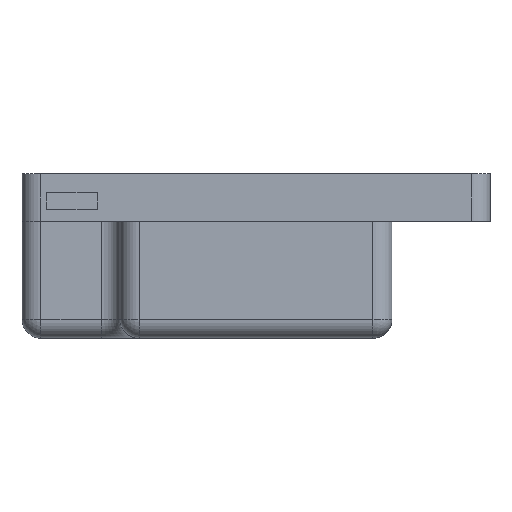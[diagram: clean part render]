
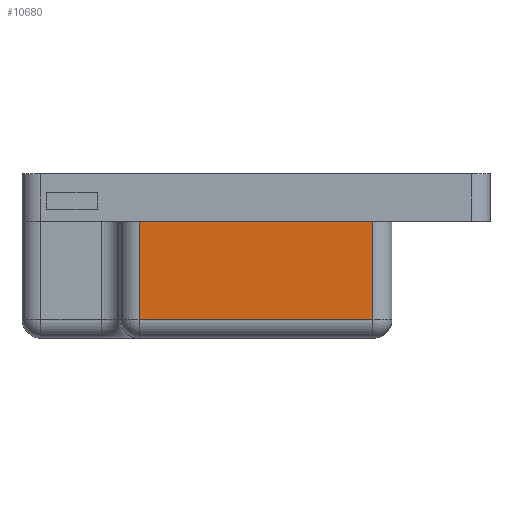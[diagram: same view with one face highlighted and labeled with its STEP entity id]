
A CAD part, left-side view. The second image highlights one B-rep face of the part: STEP entity #10680.
In plain terms, the highlighted planar face has unit normal (-1, 0, 0).
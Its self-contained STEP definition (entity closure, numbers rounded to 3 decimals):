
#565 = CARTESIAN_POINT ( 'NONE',  ( 4.5, 15.5, -22.5 ) ) ;
#1055 = CARTESIAN_POINT ( 'NONE',  ( 4.5, 18.5, -19.5 ) ) ;
#1347 = FACE_OUTER_BOUND ( 'NONE', #4707, .T. ) ;
#1620 = CARTESIAN_POINT ( 'NONE',  ( 4.5, 18.5, -4. ) ) ;
#1740 = CARTESIAN_POINT ( 'NONE',  ( 4.5, 15.5, -19.5 ) ) ;
#2259 = EDGE_CURVE ( 'NONE', #6118, #8517, #4829, .T. ) ;
#3115 = DIRECTION ( 'NONE',  ( 1., 0., 0. ) ) ;
#3118 = VECTOR ( 'NONE', #8278, 1000. ) ;
#3841 = EDGE_CURVE ( 'NONE', #8940, #6118, #9842, .T. ) ;
#4286 = VECTOR ( 'NONE', #8383, 1000. ) ;
#4314 = ORIENTED_EDGE ( 'NONE', *, *, #3841, .T. ) ;
#4590 = DIRECTION ( 'NONE',  ( 0., 0., -1. ) ) ;
#4654 = CARTESIAN_POINT ( 'NONE',  ( 4.5, 15.5, -4. ) ) ;
#4707 = EDGE_LOOP ( 'NONE', ( #7840, #4314, #6230, #8291 ) ) ;
#4829 = LINE ( 'NONE', #9269, #4286 ) ;
#4951 = PLANE ( 'NONE',  #11390 ) ;
#5157 = VECTOR ( 'NONE', #4590, 1000. ) ;
#5344 = DIRECTION ( 'NONE',  ( 0., -1., 0. ) ) ;
#5415 = CARTESIAN_POINT ( 'NONE',  ( 4.5, 55.5, -22.5 ) ) ;
#5483 = LINE ( 'NONE', #5415, #5157 ) ;
#5782 = DIRECTION ( 'NONE',  ( 0., 0., -1. ) ) ;
#6118 = VERTEX_POINT ( 'NONE', #1055 ) ;
#6230 = ORIENTED_EDGE ( 'NONE', *, *, #2259, .T. ) ;
#6438 = LINE ( 'NONE', #4654, #3118 ) ;
#7840 = ORIENTED_EDGE ( 'NONE', *, *, #9316, .T. ) ;
#7963 = VERTEX_POINT ( 'NONE', #8737 ) ;
#8278 = DIRECTION ( 'NONE',  ( 0., 1., 0. ) ) ;
#8291 = ORIENTED_EDGE ( 'NONE', *, *, #10576, .T. ) ;
#8306 = VECTOR ( 'NONE', #5344, 1000. ) ;
#8383 = DIRECTION ( 'NONE',  ( 0., 0., 1. ) ) ;
#8517 = VERTEX_POINT ( 'NONE', #1620 ) ;
#8737 = CARTESIAN_POINT ( 'NONE',  ( 4.5, 55.5, -4. ) ) ;
#8940 = VERTEX_POINT ( 'NONE', #9285 ) ;
#9269 = CARTESIAN_POINT ( 'NONE',  ( 4.5, 18.5, -4. ) ) ;
#9285 = CARTESIAN_POINT ( 'NONE',  ( 4.5, 55.5, -19.5 ) ) ;
#9316 = EDGE_CURVE ( 'NONE', #7963, #8940, #5483, .T. ) ;
#9842 = LINE ( 'NONE', #1740, #8306 ) ;
#10576 = EDGE_CURVE ( 'NONE', #8517, #7963, #6438, .T. ) ;
#10680 = ADVANCED_FACE ( 'NONE', ( #1347 ), #4951, .F. ) ;
#11390 = AXIS2_PLACEMENT_3D ( 'NONE', #565, #3115, #5782 ) ;
